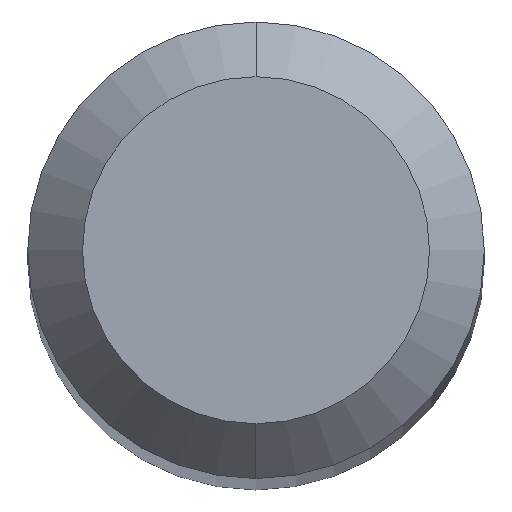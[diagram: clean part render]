
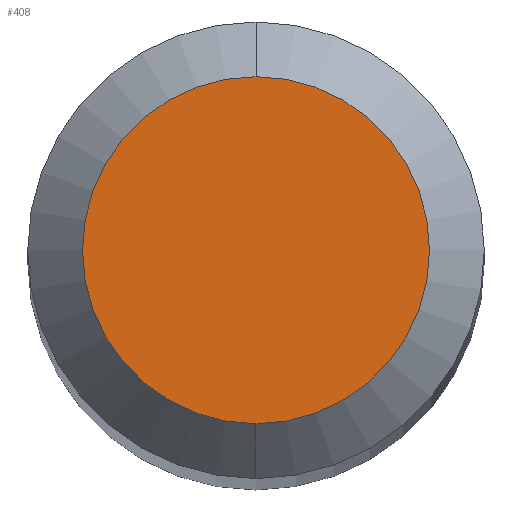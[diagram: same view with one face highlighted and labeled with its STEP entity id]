
A CAD part, top view. The second image highlights one B-rep face of the part: STEP entity #408.
In plain terms, the highlighted planar face has unit normal (0, 0, 1).
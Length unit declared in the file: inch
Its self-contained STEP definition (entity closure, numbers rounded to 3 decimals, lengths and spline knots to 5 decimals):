
#6 = DIRECTION ( 'NONE',  ( 0., -1., 0. ) ) ;
#10 = EDGE_LOOP ( 'NONE', ( #406, #296 ) ) ;
#59 = CARTESIAN_POINT ( 'NONE',  ( 0., 0.0475, 0. ) ) ;
#78 = FACE_OUTER_BOUND ( 'NONE', #10, .T. ) ;
#88 = DIRECTION ( 'NONE',  ( 0., 0., 1. ) ) ;
#144 = VERTEX_POINT ( 'NONE', #59 ) ;
#163 = CARTESIAN_POINT ( 'NONE',  ( 0., 0., 0. ) ) ;
#179 = CARTESIAN_POINT ( 'NONE',  ( 0., 0., 0. ) ) ;
#203 = CARTESIAN_POINT ( 'NONE',  ( 0., 0.0475, 0. ) ) ;
#219 = CIRCLE ( 'NONE', #533, 0.0475 ) ;
#226 = EDGE_CURVE ( 'NONE', #144, #545, #470, .T. ) ;
#230 = AXIS2_PLACEMENT_3D ( 'NONE', #163, #88, #6 ) ;
#243 = DIRECTION ( 'NONE',  ( 0., 1., 0. ) ) ;
#284 = EDGE_CURVE ( 'NONE', #545, #144, #219, .T. ) ;
#296 = ORIENTED_EDGE ( 'NONE', *, *, #284, .T. ) ;
#302 = DIRECTION ( 'NONE',  ( 0., 0., 1. ) ) ;
#326 = PLANE ( 'NONE',  #450 ) ;
#406 = ORIENTED_EDGE ( 'NONE', *, *, #226, .T. ) ;
#408 = ADVANCED_FACE ( 'NONE', ( #78 ), #326, .F. ) ;
#450 = AXIS2_PLACEMENT_3D ( 'NONE', #203, #457, #243 ) ;
#457 = DIRECTION ( 'NONE',  ( 0., 0., -1. ) ) ;
#470 = CIRCLE ( 'NONE', #230, 0.0475 ) ;
#484 = CARTESIAN_POINT ( 'NONE',  ( 0., -0.0475, 0. ) ) ;
#485 = DIRECTION ( 'NONE',  ( 0., -1., 0. ) ) ;
#533 = AXIS2_PLACEMENT_3D ( 'NONE', #179, #302, #485 ) ;
#545 = VERTEX_POINT ( 'NONE', #484 ) ;
